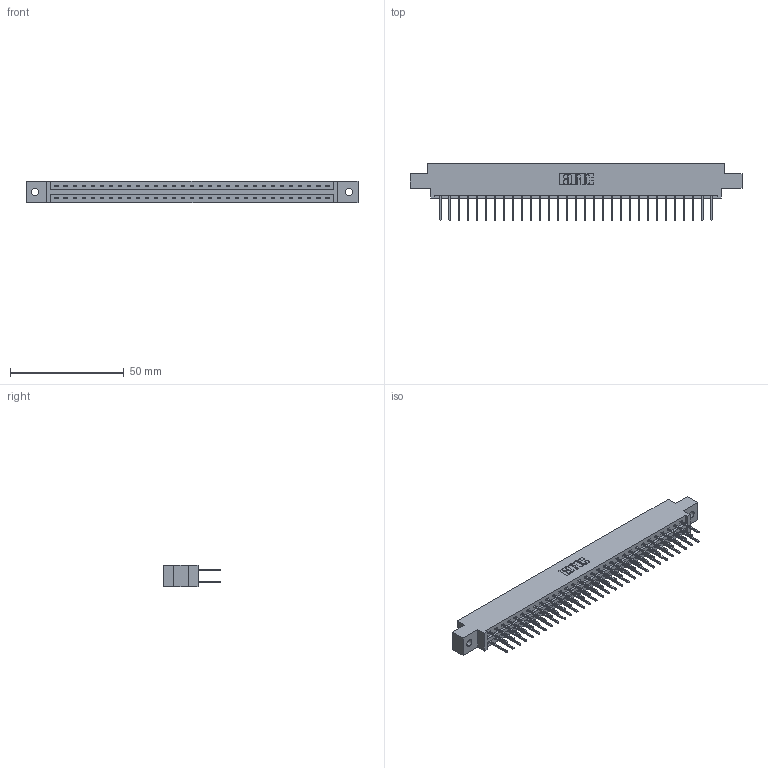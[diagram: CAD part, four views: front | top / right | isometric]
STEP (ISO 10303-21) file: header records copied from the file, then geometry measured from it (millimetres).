
FILE_DESCRIPTION (( 'STEP AP203' ), '1' );
FILE_NAME ('387-062-523-802.STEP', '2018-09-21T04:55:50', ( '' ), ( '' ), 'SwSTEP 2.0', 'SolidWorks 2016', '' );
FILE_SCHEMA (( 'CONFIG_CONTROL_DESIGN' ));
Length unit declared in the file: inch
Products named in the file (3): 337 Part_0.170 Offset - 0.128 Dia; 345-292-001_345-293-123; 387-062-523-802
Assembly tree (63 placements, depth 2):
  387-062-523-802
    337 Part_0.170 Offset - 0.128 Dia
    345-292-001_345-293-123  x62
Bounding box: 145.85 x 25.15 x 9.4 mm (x, y, z)
Volume: 15197 mm3; surface area: 17512.4 mm2
Topology: 63 solids, 63 shells, 3466 faces, 10305 edges, 6786 vertices
Faces by surface type: plane 2430, cylinder 1036
Entity records: 25611 total; most frequent: CARTESIAN_POINT 4326, ORIENTED_EDGE 4262, DIRECTION 3699, EDGE_CURVE 2131, VECTOR 2003, LINE 2003, VERTEX_POINT 1418, AXIS2_PLACEMENT_3D 848
